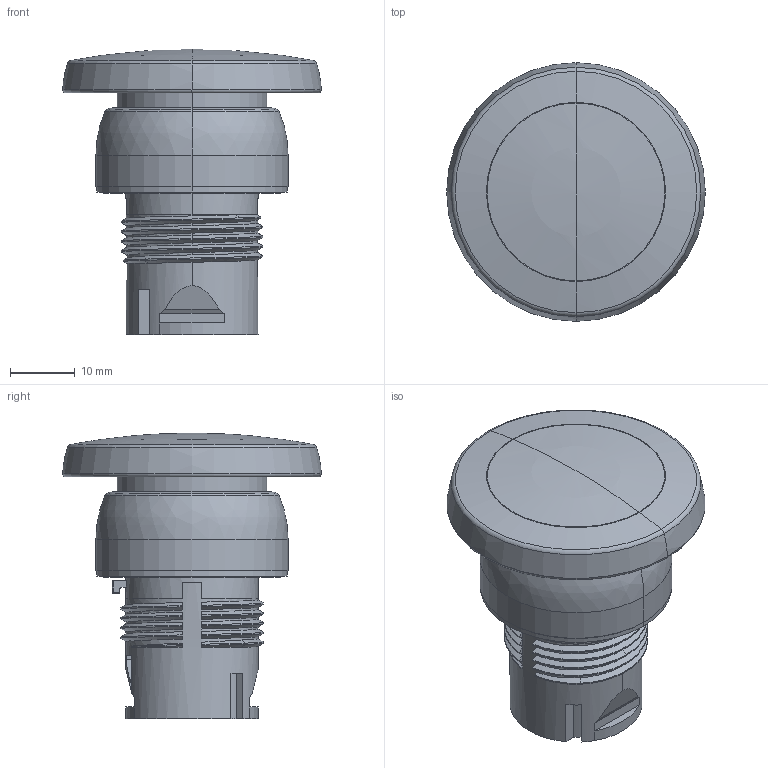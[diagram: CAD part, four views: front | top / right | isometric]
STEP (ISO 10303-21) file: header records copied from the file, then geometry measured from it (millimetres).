
FILE_DESCRIPTION((''),'2;1');
FILE_NAME('800F_MM4','2009-03-09T',('abschul1'),('Rockwell Automation'),'PRO/ENGINEER BY PARAMETRIC TECHNOLOGY CORPORATION, 2004320','PRO/ENGINEER BY PARAMETRIC TECHNOLOGY CORPORATION, 2004320','');
FILE_SCHEMA(('CONFIG_CONTROL_DESIGN'));
Length unit declared in the file: millimetre
Products named in the file (1): 800F_MM4
Bounding box: 39.82 x 39.82 x 44.01 mm (x, y, z)
Volume: 17007.6 mm3; surface area: 9919 mm2
Topology: 1 solids, 1 shells, 162 faces, 415 edges, 263 vertices
Faces by surface type: plane 70, bspline 42, cylinder 22, torus 12, sphere 8, cone 8
Entity records: 15240 total; most frequent: CARTESIAN_POINT 11543, ORIENTED_EDGE 826, DIRECTION 657, EDGE_CURVE 413, VERTEX_POINT 263, AXIS2_PLACEMENT_3D 242, VECTOR 173, LINE 173
